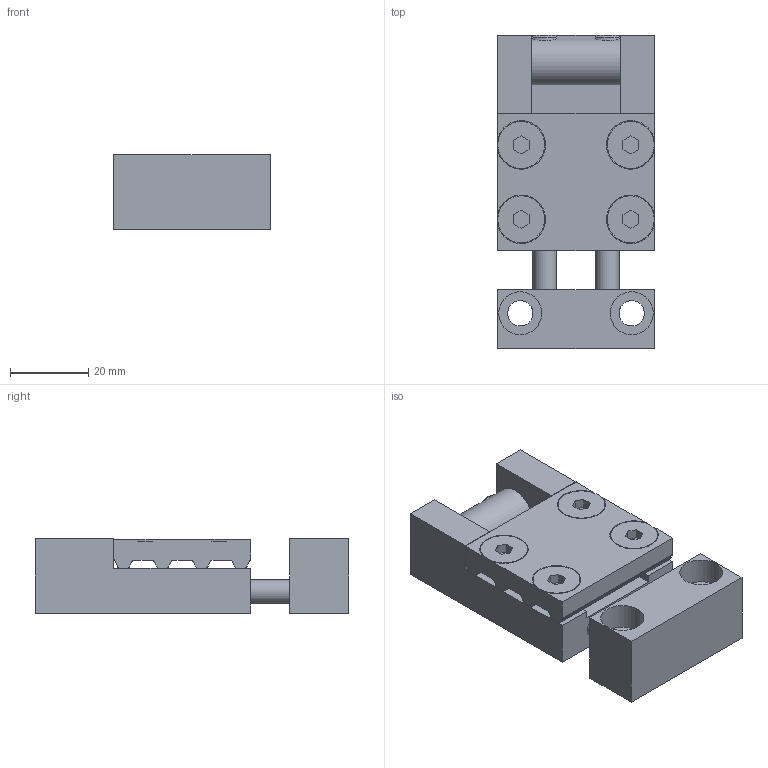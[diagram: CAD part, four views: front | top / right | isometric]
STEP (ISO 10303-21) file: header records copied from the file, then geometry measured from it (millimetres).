
FILE_DESCRIPTION((''),'2;1');
FILE_NAME('SL0190S.ipt.step','2007-09-10T15:13:25',(''),(''),'Autodesk Inventor 11','Autodesk Inventor 11','');
FILE_SCHEMA(('AUTOMOTIVE_DESIGN { 1 0 10303 214 1 1 1 1 }'));
Length unit declared in the file: millimetre
Products named in the file (1): SL0190S
Bounding box: 40 x 80 x 19 mm (x, y, z)
Volume: 44583.7 mm3; surface area: 17195.4 mm2
Topology: 2 solids, 2 shells, 138 faces, 358 edges, 236 vertices
Faces by surface type: plane 97, cylinder 33, bspline 6, torus 2
Full cylindrical faces by diameter (mm): 6 x2, 10 x2, 10.1 x2, 12 x4
Entity records: 4202 total; most frequent: CARTESIAN_POINT 825, DIRECTION 678, ORIENTED_EDGE 676, EDGE_CURVE 338, VECTOR 260, LINE 260, VERTEX_POINT 232, AXIS2_PLACEMENT_3D 209
